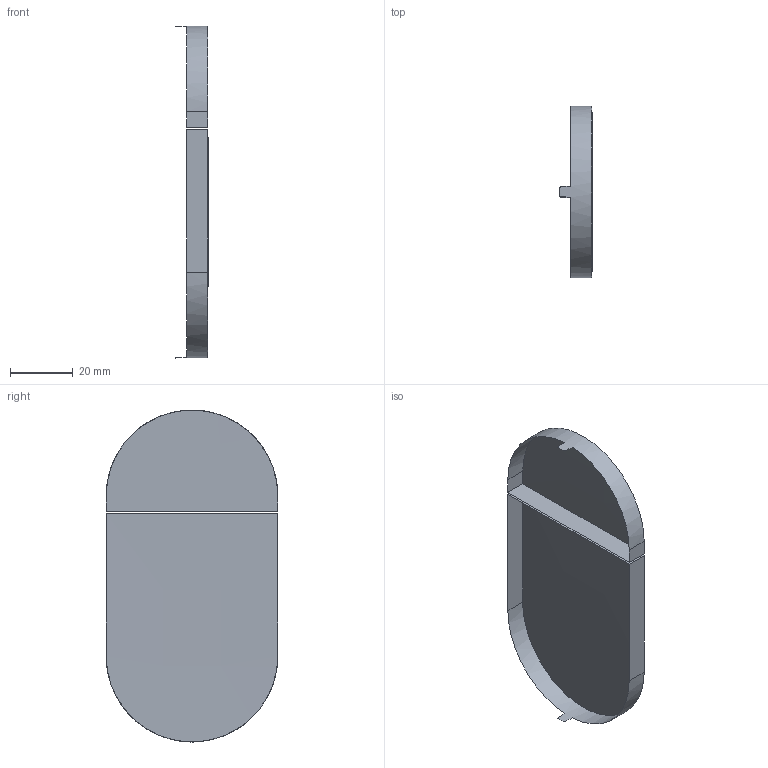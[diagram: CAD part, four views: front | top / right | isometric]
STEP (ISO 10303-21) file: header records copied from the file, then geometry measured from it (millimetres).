
FILE_DESCRIPTION(/* description */ ('Unknown'),/* implementation_level */ '2;1');
FILE_NAME(/* name */ '38844',/* time_stamp */ '2022-09-08T14:19:44+02:00',/* author */ ('Unknown'),/* organization */ ('GROHE AG'),/* preprocessor_version */ 'ST-DEVELOPER v16.7',/* originating_system */ 'DEX',/* authorisation */ $);
FILE_SCHEMA (('AUTOMOTIVE_DESIGN {1 0 10303 214 3 1 1}'));
Length unit declared in the file: millimetre
Products named in the file (2): 38844; id11
Assembly tree (1 placements, depth 2):
  38844
    id11
Bounding box: 10.36 x 54.6 x 105.6 mm (x, y, z)
Surface area: 7675.5 mm2 (no closed solid volume)
Topology: 0 solids, 2 shells, 10 faces, 36 edges, 28 vertices
Faces by surface type: plane 6, cylinder 2, bspline 2
Entity records: 523 total; most frequent: CARTESIAN_POINT 184, DIRECTION 54, ORIENTED_EDGE 52, EDGE_CURVE 36, VERTEX_POINT 28, AXIS2_PLACEMENT_3D 20, LINE 14, VECTOR 14
